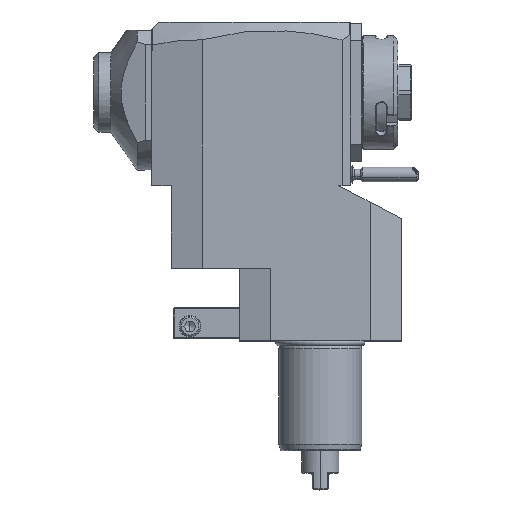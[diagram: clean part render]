
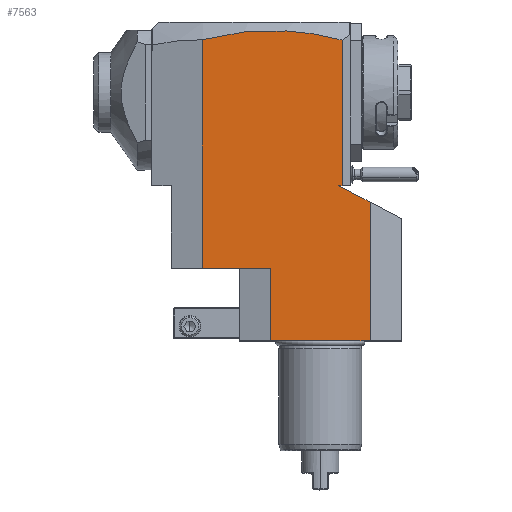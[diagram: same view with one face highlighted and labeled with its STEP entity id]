
A CAD part, top view. The second image highlights one B-rep face of the part: STEP entity #7563.
In plain terms, the highlighted planar face has unit normal (0, 0, 1).
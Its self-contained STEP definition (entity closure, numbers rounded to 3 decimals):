
#17=DIRECTION('',(-1.,0.,0.));
#18=VECTOR('',#17,48.);
#19=CARTESIAN_POINT('',(24.,0.,37.5));
#20=LINE('',#19,#18);
#63=DIRECTION('',(0.,-1.,0.));
#64=VECTOR('',#63,70.258);
#65=CARTESIAN_POINT('',(10.5,145.258,37.5));
#66=LINE('',#65,#64);
#67=DIRECTION('',(-1.,0.,0.));
#68=VECTOR('',#67,1.592);
#69=CARTESIAN_POINT('',(10.5,75.,37.5));
#70=LINE('',#69,#68);
#71=DIRECTION('',(-0.883,0.469,0.));
#72=VECTOR('',#71,17.092);
#73=CARTESIAN_POINT('',(24.,66.976,37.5));
#74=LINE('',#73,#72);
#75=CARTESIAN_POINT('',(-57.,145.435,37.5));
#76=CARTESIAN_POINT('',(-51.371,146.939,37.5));
#77=CARTESIAN_POINT('',(-40.115,149.162,37.5));
#78=CARTESIAN_POINT('',(-23.238,150.233,37.5));
#79=CARTESIAN_POINT('',(-6.365,149.072,37.5));
#80=CARTESIAN_POINT('',(4.879,146.791,37.5));
#81=CARTESIAN_POINT('',(10.5,145.258,37.5));
#2321=DIRECTION('',(0.,-1.,0.));
#2322=VECTOR('',#2321,110.435);
#2323=CARTESIAN_POINT('',(-57.,145.435,37.5));
#2324=LINE('',#2323,#2322);
#2341=DIRECTION('',(1.,0.,0.));
#2342=VECTOR('',#2341,33.);
#2343=CARTESIAN_POINT('',(-57.,35.,37.5));
#2344=LINE('',#2343,#2342);
#2966=DIRECTION('',(0.,-1.,0.));
#2967=VECTOR('',#2966,35.);
#2968=CARTESIAN_POINT('',(-24.,35.,37.5));
#2969=LINE('',#2968,#2967);
#5029=DIRECTION('',(0.,1.,0.));
#5030=VECTOR('',#5029,66.976);
#5031=CARTESIAN_POINT('',(24.,0.,37.5));
#5032=LINE('',#5031,#5030);
#6912=VERTEX_POINT('',#75);
#6913=VERTEX_POINT('',#81);
#7262=CARTESIAN_POINT('',(24.,0.,37.5));
#7263=VERTEX_POINT('',#7262);
#7264=CARTESIAN_POINT('',(-24.,0.,37.5));
#7265=VERTEX_POINT('',#7264);
#7298=CARTESIAN_POINT('',(-57.,35.,37.5));
#7300=VERTEX_POINT('',#7298);
#7312=CARTESIAN_POINT('',(10.5,75.,37.5));
#7313=VERTEX_POINT('',#7312);
#7320=CARTESIAN_POINT('',(24.,66.976,37.5));
#7321=VERTEX_POINT('',#7320);
#7452=CARTESIAN_POINT('',(8.908,75.,37.5));
#7453=VERTEX_POINT('',#7452);
#7456=CARTESIAN_POINT('',(-24.,35.,37.5));
#7457=VERTEX_POINT('',#7456);
#7540=CARTESIAN_POINT('',(-39.202,35.,37.5));
#7541=DIRECTION('',(0.,0.,1.));
#7542=DIRECTION('',(1.,0.,0.));
#7543=AXIS2_PLACEMENT_3D('',#7540,#7541,#7542);
#7544=PLANE('',#7543);
#7546=ORIENTED_EDGE('',*,*,#7545,.T.);
#7547=ORIENTED_EDGE('',*,*,#7526,.T.);
#7549=ORIENTED_EDGE('',*,*,#7548,.F.);
#7551=ORIENTED_EDGE('',*,*,#7550,.F.);
#7552=ORIENTED_EDGE('',*,*,#7473,.T.);
#7554=ORIENTED_EDGE('',*,*,#7553,.F.);
#7556=ORIENTED_EDGE('',*,*,#7555,.F.);
#7558=ORIENTED_EDGE('',*,*,#7557,.F.);
#7560=ORIENTED_EDGE('',*,*,#7559,.T.);
#7561=EDGE_LOOP('',(#7546,#7547,#7549,#7551,#7552,#7554,#7556,#7558,#7560));
#7562=FACE_OUTER_BOUND('',#7561,.F.);
#82=B_SPLINE_CURVE_WITH_KNOTS('',3,(#75,#76,#77,#78,#79,#80,#81),.UNSPECIFIED.,
.F.,.F.,(4,1,1,1,4),(0.,0.25,0.5,0.75,1.),.UNSPECIFIED.);
#7473=EDGE_CURVE('',#7263,#7265,#20,.T.);
#7526=EDGE_CURVE('',#7313,#7453,#70,.T.);
#7545=EDGE_CURVE('',#6913,#7313,#66,.T.);
#7548=EDGE_CURVE('',#7321,#7453,#74,.T.);
#7550=EDGE_CURVE('',#7263,#7321,#5032,.T.);
#7553=EDGE_CURVE('',#7457,#7265,#2969,.T.);
#7555=EDGE_CURVE('',#7300,#7457,#2344,.T.);
#7557=EDGE_CURVE('',#6912,#7300,#2324,.T.);
#7559=EDGE_CURVE('',#6912,#6913,#82,.T.);
#7563=ADVANCED_FACE('',(#7562),#7544,.T.);
